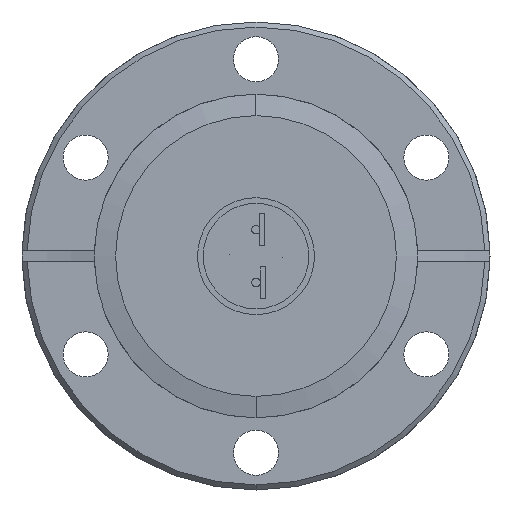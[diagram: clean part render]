
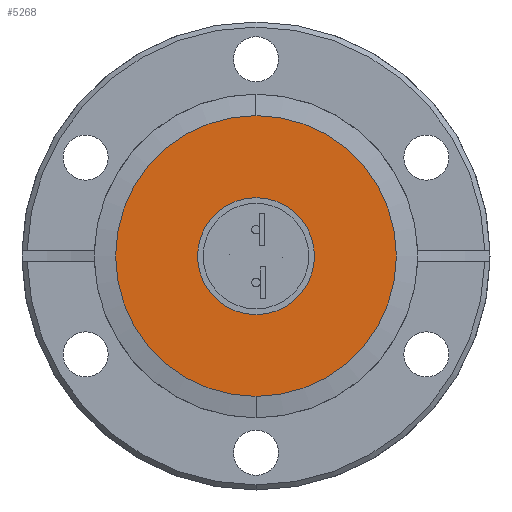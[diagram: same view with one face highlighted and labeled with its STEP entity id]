
A CAD part, front view. The second image highlights one B-rep face of the part: STEP entity #5268.
In plain terms, the highlighted planar face has unit normal (0, -1, 0).
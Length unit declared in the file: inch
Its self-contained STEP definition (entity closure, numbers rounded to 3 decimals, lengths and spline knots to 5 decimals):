
#300 = EDGE_CURVE ( 'NONE', #3125, #2989, #1287, .T. ) ;
#312 = EDGE_CURVE ( 'NONE', #3136, #2843, #1283, .T. ) ;
#432 = EDGE_CURVE ( 'NONE', #2989, #3125, #554, .T. ) ;
#552 = AXIS2_PLACEMENT_3D ( 'NONE', #4470, #4469, #4468 ) ;
#554 = CIRCLE ( 'NONE', #552, 0.825 ) ;
#622 = AXIS2_PLACEMENT_3D ( 'NONE', #4870, #4869, #4868 ) ;
#808 = AXIS2_PLACEMENT_3D ( 'NONE', #4832, #4831, #4830 ) ;
#1186 = CIRCLE ( 'NONE', #1189, 0.3435 ) ;
#1189 = AXIS2_PLACEMENT_3D ( 'NONE', #3526, #3524, #3523 ) ;
#1199 = AXIS2_PLACEMENT_3D ( 'NONE', #3512, #3487, #3486 ) ;
#1283 = CIRCLE ( 'NONE', #808, 0.3435 ) ;
#1287 = CIRCLE ( 'NONE', #622, 0.825 ) ;
#2100 = EDGE_LOOP ( 'NONE', ( #2829, #3043 ) ) ;
#2138 = EDGE_LOOP ( 'NONE', ( #2434, #2854 ) ) ;
#2434 = ORIENTED_EDGE ( 'NONE', *, *, #5261, .F. ) ;
#2829 = ORIENTED_EDGE ( 'NONE', *, *, #300, .T. ) ;
#2843 = VERTEX_POINT ( 'NONE', #4352 ) ;
#2854 = ORIENTED_EDGE ( 'NONE', *, *, #312, .F. ) ;
#2989 = VERTEX_POINT ( 'NONE', #4340 ) ;
#3043 = ORIENTED_EDGE ( 'NONE', *, *, #432, .T. ) ;
#3125 = VERTEX_POINT ( 'NONE', #4330 ) ;
#3136 = VERTEX_POINT ( 'NONE', #4323 ) ;
#3486 = DIRECTION ( 'NONE',  ( 0., 0., 1. ) ) ;
#3487 = DIRECTION ( 'NONE',  ( 0., -1., 0. ) ) ;
#3490 = PLANE ( 'NONE',  #1199 ) ;
#3491 = FACE_BOUND ( 'NONE', #2138, .T. ) ;
#3493 = FACE_OUTER_BOUND ( 'NONE', #2100, .T. ) ;
#3512 = CARTESIAN_POINT ( 'NONE',  ( 0.825, 0.72412, 0. ) ) ;
#3523 = DIRECTION ( 'NONE',  ( 0., 0., -1. ) ) ;
#3524 = DIRECTION ( 'NONE',  ( 0., -1., 0. ) ) ;
#3526 = CARTESIAN_POINT ( 'NONE',  ( 0., 0.72412, -0.00065 ) ) ;
#4323 = CARTESIAN_POINT ( 'NONE',  ( 0., 0.72412, 0.34285 ) ) ;
#4330 = CARTESIAN_POINT ( 'NONE',  ( 0., 0.72412, 0.825 ) ) ;
#4340 = CARTESIAN_POINT ( 'NONE',  ( 0., 0.72412, -0.825 ) ) ;
#4352 = CARTESIAN_POINT ( 'NONE',  ( 0., 0.72412, -0.34415 ) ) ;
#4468 = DIRECTION ( 'NONE',  ( 0., 0., 1. ) ) ;
#4469 = DIRECTION ( 'NONE',  ( 0., -1., 0. ) ) ;
#4470 = CARTESIAN_POINT ( 'NONE',  ( 0., 0.72412, 0. ) ) ;
#4830 = DIRECTION ( 'NONE',  ( 0., 0., -1. ) ) ;
#4831 = DIRECTION ( 'NONE',  ( 0., -1., 0. ) ) ;
#4832 = CARTESIAN_POINT ( 'NONE',  ( 0., 0.72412, -0.00065 ) ) ;
#4868 = DIRECTION ( 'NONE',  ( 0., 0., 1. ) ) ;
#4869 = DIRECTION ( 'NONE',  ( 0., -1., 0. ) ) ;
#4870 = CARTESIAN_POINT ( 'NONE',  ( 0., 0.72412, 0. ) ) ;
#5261 = EDGE_CURVE ( 'NONE', #2843, #3136, #1186, .T. ) ;
#5268 = ADVANCED_FACE ( 'NONE', ( #3493, #3491 ), #3490, .T. ) ;
